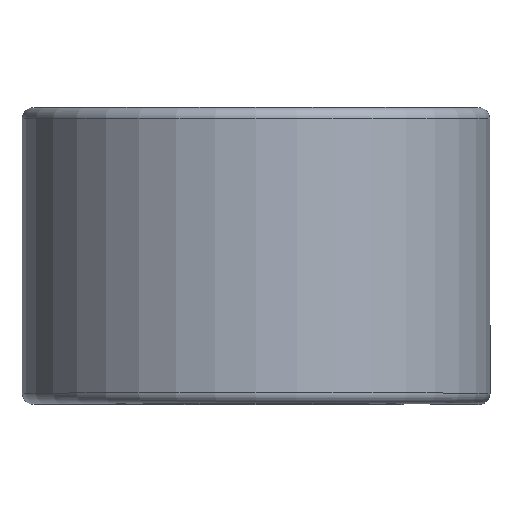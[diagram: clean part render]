
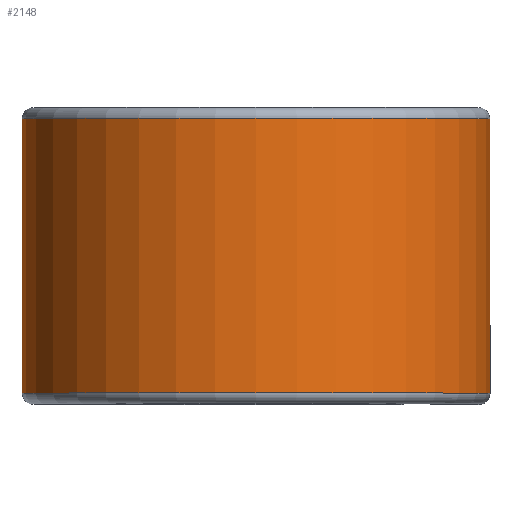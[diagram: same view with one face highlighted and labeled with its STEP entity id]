
A CAD part, top view. The second image highlights one B-rep face of the part: STEP entity #2148.
In plain terms, the highlighted cylindrical face has radius 16.294 mm (diameter 32.588 mm), a partial arc.
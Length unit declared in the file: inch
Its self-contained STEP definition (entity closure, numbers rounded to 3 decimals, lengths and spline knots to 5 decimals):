
#1 = ORIENTED_EDGE ( 'NONE', *, *, #1660, .T. ) ;
#70 = CARTESIAN_POINT ( 'NONE',  ( 0., 0.37625, -0.6415 ) ) ;
#182 = DIRECTION ( 'NONE',  ( 0., -1., 0. ) ) ;
#301 = EDGE_CURVE ( 'NONE', #1724, #1807, #2140, .T. ) ;
#437 = VECTOR ( 'NONE', #2292, 39.37008 ) ;
#495 = CARTESIAN_POINT ( 'NONE',  ( 0.6415, 0.37625, 0. ) ) ;
#582 = AXIS2_PLACEMENT_3D ( 'NONE', #1304, #182, #1507 ) ;
#634 = CARTESIAN_POINT ( 'NONE',  ( 0.6415, -0.37625, 0. ) ) ;
#703 = CARTESIAN_POINT ( 'NONE',  ( 0.6415, 0.37625, 0. ) ) ;
#859 = CARTESIAN_POINT ( 'NONE',  ( 0., 0.37625, 0. ) ) ;
#888 = DIRECTION ( 'NONE',  ( 0., 1., 0. ) ) ;
#894 = CARTESIAN_POINT ( 'NONE',  ( 0., -0.37625, -0.6415 ) ) ;
#1003 = AXIS2_PLACEMENT_3D ( 'NONE', #859, #2178, #1047 ) ;
#1030 = CIRCLE ( 'NONE', #582, 0.6415 ) ;
#1047 = DIRECTION ( 'NONE',  ( 0., 0., -1. ) ) ;
#1228 = EDGE_CURVE ( 'NONE', #2423, #1724, #1030, .T. ) ;
#1304 = CARTESIAN_POINT ( 'NONE',  ( 0., -0.37625, 0. ) ) ;
#1408 = CYLINDRICAL_SURFACE ( 'NONE', #2270, 0.6415 ) ;
#1410 = CARTESIAN_POINT ( 'NONE',  ( 0., 0.375, 0. ) ) ;
#1468 = ORIENTED_EDGE ( 'NONE', *, *, #1228, .F. ) ;
#1507 = DIRECTION ( 'NONE',  ( 0., 0., -1. ) ) ;
#1527 = FACE_OUTER_BOUND ( 'NONE', #1611, .T. ) ;
#1529 = VERTEX_POINT ( 'NONE', #495 ) ;
#1535 = CIRCLE ( 'NONE', #1003, 0.6415 ) ;
#1549 = CARTESIAN_POINT ( 'NONE',  ( 0., 0.37625, -0.6415 ) ) ;
#1611 = EDGE_LOOP ( 'NONE', ( #1, #2276, #2107, #1468 ) ) ;
#1660 = EDGE_CURVE ( 'NONE', #2423, #1529, #2008, .T. ) ;
#1724 = VERTEX_POINT ( 'NONE', #894 ) ;
#1807 = VERTEX_POINT ( 'NONE', #1549 ) ;
#1980 = VECTOR ( 'NONE', #888, 39.37008 ) ;
#1989 = DIRECTION ( 'NONE',  ( 0., -1., 0. ) ) ;
#1999 = DIRECTION ( 'NONE',  ( 0., 0., -1. ) ) ;
#2008 = LINE ( 'NONE', #703, #1980 ) ;
#2107 = ORIENTED_EDGE ( 'NONE', *, *, #301, .F. ) ;
#2114 = EDGE_CURVE ( 'NONE', #1529, #1807, #1535, .T. ) ;
#2140 = LINE ( 'NONE', #70, #437 ) ;
#2148 = ADVANCED_FACE ( 'NONE', ( #1527 ), #1408, .T. ) ;
#2178 = DIRECTION ( 'NONE',  ( 0., -1., 0. ) ) ;
#2270 = AXIS2_PLACEMENT_3D ( 'NONE', #1410, #1989, #1999 ) ;
#2276 = ORIENTED_EDGE ( 'NONE', *, *, #2114, .T. ) ;
#2292 = DIRECTION ( 'NONE',  ( 0., 1., 0. ) ) ;
#2423 = VERTEX_POINT ( 'NONE', #634 ) ;
